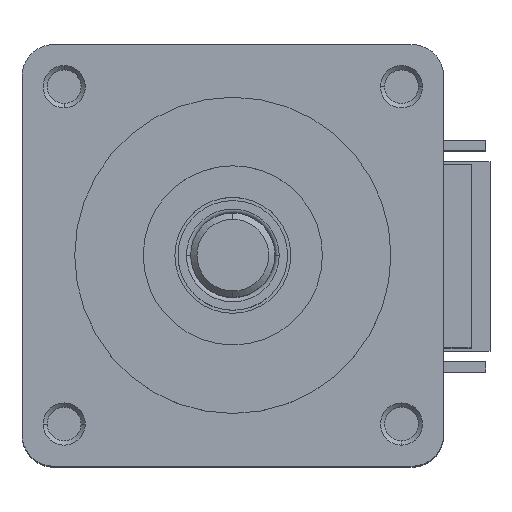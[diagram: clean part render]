
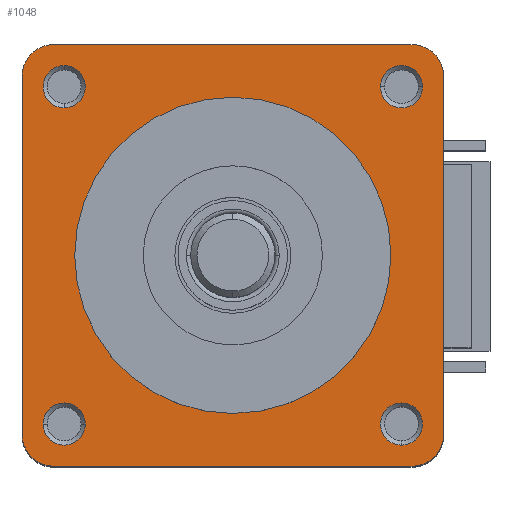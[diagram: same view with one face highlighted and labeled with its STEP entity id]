
A CAD part, top view. The second image highlights one B-rep face of the part: STEP entity #1048.
In plain terms, the highlighted planar face has unit normal (0, 0, 1).
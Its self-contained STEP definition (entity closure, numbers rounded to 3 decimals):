
#1=CARTESIAN_POINT('',(0.,0.,6.2));
#2=DIRECTION('',(0.,0.,1.));
#3=DIRECTION('',(0.,-1.,0.));
#4=AXIS2_PLACEMENT_3D('',#1,#2,#3);
#6=CARTESIAN_POINT('',(0.,0.,6.2));
#7=DIRECTION('',(0.,0.,1.));
#8=DIRECTION('',(0.,1.,0.));
#9=AXIS2_PLACEMENT_3D('',#6,#7,#8);
#11=CARTESIAN_POINT('',(8.5,8.5,6.2));
#12=DIRECTION('',(0.,0.,1.));
#13=DIRECTION('',(1.,0.,0.));
#14=AXIS2_PLACEMENT_3D('',#11,#12,#13);
#16=DIRECTION('',(0.,1.,0.));
#17=VECTOR('',#16,17.);
#18=CARTESIAN_POINT('',(10.,-8.5,6.2));
#19=LINE('',#18,#17);
#20=CARTESIAN_POINT('',(8.5,-8.5,6.2));
#21=DIRECTION('',(0.,0.,1.));
#22=DIRECTION('',(0.,-1.,0.));
#23=AXIS2_PLACEMENT_3D('',#20,#21,#22);
#25=DIRECTION('',(1.,0.,0.));
#26=VECTOR('',#25,17.);
#27=CARTESIAN_POINT('',(-8.5,-10.,6.2));
#28=LINE('',#27,#26);
#29=CARTESIAN_POINT('',(-8.5,-8.5,6.2));
#30=DIRECTION('',(0.,0.,1.));
#31=DIRECTION('',(-1.,0.,0.));
#32=AXIS2_PLACEMENT_3D('',#29,#30,#31);
#34=DIRECTION('',(0.,-1.,0.));
#35=VECTOR('',#34,17.);
#36=CARTESIAN_POINT('',(-10.,8.5,6.2));
#37=LINE('',#36,#35);
#38=CARTESIAN_POINT('',(-8.5,8.5,6.2));
#39=DIRECTION('',(0.,0.,1.));
#40=DIRECTION('',(0.,1.,0.));
#41=AXIS2_PLACEMENT_3D('',#38,#39,#40);
#43=DIRECTION('',(-1.,0.,0.));
#44=VECTOR('',#43,17.);
#45=CARTESIAN_POINT('',(8.5,10.,6.2));
#46=LINE('',#45,#44);
#47=CARTESIAN_POINT('',(8.,8.,6.2));
#48=DIRECTION('',(0.,0.,-1.));
#49=DIRECTION('',(1.,0.,0.));
#50=AXIS2_PLACEMENT_3D('',#47,#48,#49);
#52=CARTESIAN_POINT('',(8.,8.,6.2));
#53=DIRECTION('',(0.,0.,-1.));
#54=DIRECTION('',(-1.,0.,0.));
#55=AXIS2_PLACEMENT_3D('',#52,#53,#54);
#57=CARTESIAN_POINT('',(8.,-8.,6.2));
#58=DIRECTION('',(0.,0.,-1.));
#59=DIRECTION('',(0.,1.,0.));
#60=AXIS2_PLACEMENT_3D('',#57,#58,#59);
#62=CARTESIAN_POINT('',(8.,-8.,6.2));
#63=DIRECTION('',(0.,0.,-1.));
#64=DIRECTION('',(0.,-1.,0.));
#65=AXIS2_PLACEMENT_3D('',#62,#63,#64);
#67=CARTESIAN_POINT('',(-8.,-8.,6.2));
#68=DIRECTION('',(0.,0.,-1.));
#69=DIRECTION('',(1.,0.,0.));
#70=AXIS2_PLACEMENT_3D('',#67,#68,#69);
#72=CARTESIAN_POINT('',(-8.,-8.,6.2));
#73=DIRECTION('',(0.,0.,-1.));
#74=DIRECTION('',(-1.,0.,0.));
#75=AXIS2_PLACEMENT_3D('',#72,#73,#74);
#77=CARTESIAN_POINT('',(-8.,8.,6.2));
#78=DIRECTION('',(0.,0.,-1.));
#79=DIRECTION('',(0.,-1.,0.));
#80=AXIS2_PLACEMENT_3D('',#77,#78,#79);
#82=CARTESIAN_POINT('',(-8.,8.,6.2));
#83=DIRECTION('',(0.,0.,-1.));
#84=DIRECTION('',(0.,1.,0.));
#85=AXIS2_PLACEMENT_3D('',#82,#83,#84);
#783=CARTESIAN_POINT('',(0.,-7.5,6.2));
#784=CARTESIAN_POINT('',(0.,7.5,6.2));
#785=VERTEX_POINT('',#783);
#786=VERTEX_POINT('',#784);
#871=CARTESIAN_POINT('',(10.,8.5,6.2));
#872=VERTEX_POINT('',#871);
#873=CARTESIAN_POINT('',(8.5,10.,6.2));
#874=VERTEX_POINT('',#873);
#875=CARTESIAN_POINT('',(10.,-8.5,6.2));
#876=VERTEX_POINT('',#875);
#877=CARTESIAN_POINT('',(-8.5,10.,6.2));
#878=VERTEX_POINT('',#877);
#883=CARTESIAN_POINT('',(-10.,8.5,6.2));
#884=VERTEX_POINT('',#883);
#889=CARTESIAN_POINT('',(-10.,-8.5,6.2));
#890=VERTEX_POINT('',#889);
#891=CARTESIAN_POINT('',(-8.5,-10.,6.2));
#892=VERTEX_POINT('',#891);
#897=CARTESIAN_POINT('',(8.5,-10.,6.2));
#898=VERTEX_POINT('',#897);
#955=CARTESIAN_POINT('',(9.,8.,6.2));
#956=CARTESIAN_POINT('',(7.,8.,6.2));
#957=VERTEX_POINT('',#955);
#958=VERTEX_POINT('',#956);
#963=CARTESIAN_POINT('',(8.,-7.,6.2));
#964=CARTESIAN_POINT('',(8.,-9.,6.2));
#965=VERTEX_POINT('',#963);
#966=VERTEX_POINT('',#964);
#971=CARTESIAN_POINT('',(-7.,-8.,6.2));
#972=CARTESIAN_POINT('',(-9.,-8.,6.2));
#973=VERTEX_POINT('',#971);
#974=VERTEX_POINT('',#972);
#979=CARTESIAN_POINT('',(-8.,7.,6.2));
#980=CARTESIAN_POINT('',(-8.,9.,6.2));
#981=VERTEX_POINT('',#979);
#982=VERTEX_POINT('',#980);
#995=CARTESIAN_POINT('',(0.,0.,6.2));
#996=DIRECTION('',(0.,0.,1.));
#997=DIRECTION('',(0.,-1.,0.));
#998=AXIS2_PLACEMENT_3D('',#995,#996,#997);
#999=PLANE('',#998);
#1001=ORIENTED_EDGE('',*,*,#1000,.F.);
#1003=ORIENTED_EDGE('',*,*,#1002,.F.);
#1005=ORIENTED_EDGE('',*,*,#1004,.F.);
#1007=ORIENTED_EDGE('',*,*,#1006,.F.);
#1009=ORIENTED_EDGE('',*,*,#1008,.F.);
#1011=ORIENTED_EDGE('',*,*,#1010,.F.);
#1013=ORIENTED_EDGE('',*,*,#1012,.F.);
#1015=ORIENTED_EDGE('',*,*,#1014,.F.);
#1016=EDGE_LOOP('',(#1001,#1003,#1005,#1007,#1009,#1011,#1013,#1015));
#1017=FACE_OUTER_BOUND('',#1016,.F.);
#1019=ORIENTED_EDGE('',*,*,#1018,.T.);
#1021=ORIENTED_EDGE('',*,*,#1020,.T.);
#1022=EDGE_LOOP('',(#1019,#1021));
#1023=FACE_BOUND('',#1022,.F.);
#1025=ORIENTED_EDGE('',*,*,#1024,.F.);
#1027=ORIENTED_EDGE('',*,*,#1026,.F.);
#1028=EDGE_LOOP('',(#1025,#1027));
#1029=FACE_BOUND('',#1028,.F.);
#1031=ORIENTED_EDGE('',*,*,#1030,.F.);
#1033=ORIENTED_EDGE('',*,*,#1032,.F.);
#1034=EDGE_LOOP('',(#1031,#1033));
#1035=FACE_BOUND('',#1034,.F.);
#1037=ORIENTED_EDGE('',*,*,#1036,.F.);
#1039=ORIENTED_EDGE('',*,*,#1038,.F.);
#1040=EDGE_LOOP('',(#1037,#1039));
#1041=FACE_BOUND('',#1040,.F.);
#1043=ORIENTED_EDGE('',*,*,#1042,.F.);
#1045=ORIENTED_EDGE('',*,*,#1044,.F.);
#1046=EDGE_LOOP('',(#1043,#1045));
#1047=FACE_BOUND('',#1046,.F.);
#1048=ADVANCED_FACE('',(#1017,#1023,#1029,#1035,#1041,#1047),#999,.T.);
#5=CIRCLE('',#4,7.5);
#10=CIRCLE('',#9,7.5);
#15=CIRCLE('',#14,1.5);
#24=CIRCLE('',#23,1.5);
#33=CIRCLE('',#32,1.5);
#42=CIRCLE('',#41,1.5);
#51=CIRCLE('',#50,1.);
#56=CIRCLE('',#55,1.);
#61=CIRCLE('',#60,1.);
#66=CIRCLE('',#65,1.);
#71=CIRCLE('',#70,1.);
#76=CIRCLE('',#75,1.);
#81=CIRCLE('',#80,1.);
#86=CIRCLE('',#85,1.);
#1000=EDGE_CURVE('',#872,#874,#15,.T.);
#1002=EDGE_CURVE('',#876,#872,#19,.T.);
#1004=EDGE_CURVE('',#898,#876,#24,.T.);
#1006=EDGE_CURVE('',#892,#898,#28,.T.);
#1008=EDGE_CURVE('',#890,#892,#33,.T.);
#1010=EDGE_CURVE('',#884,#890,#37,.T.);
#1012=EDGE_CURVE('',#878,#884,#42,.T.);
#1014=EDGE_CURVE('',#874,#878,#46,.T.);
#1018=EDGE_CURVE('',#785,#786,#5,.T.);
#1020=EDGE_CURVE('',#786,#785,#10,.T.);
#1024=EDGE_CURVE('',#957,#958,#51,.T.);
#1026=EDGE_CURVE('',#958,#957,#56,.T.);
#1030=EDGE_CURVE('',#965,#966,#61,.T.);
#1032=EDGE_CURVE('',#966,#965,#66,.T.);
#1036=EDGE_CURVE('',#973,#974,#71,.T.);
#1038=EDGE_CURVE('',#974,#973,#76,.T.);
#1042=EDGE_CURVE('',#981,#982,#81,.T.);
#1044=EDGE_CURVE('',#982,#981,#86,.T.);
